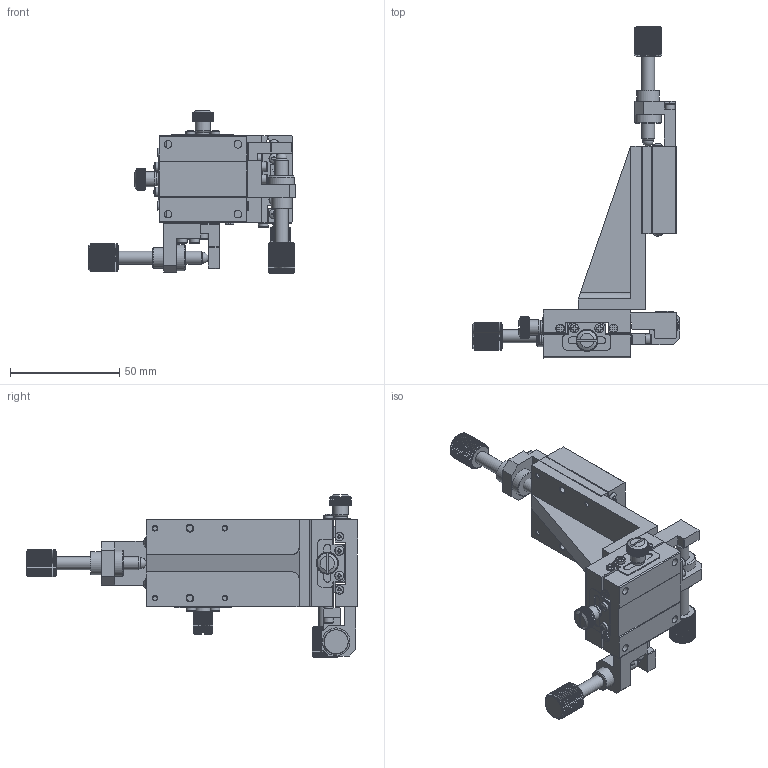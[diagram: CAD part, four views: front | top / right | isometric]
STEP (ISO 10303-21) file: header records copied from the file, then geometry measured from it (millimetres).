
FILE_DESCRIPTION (( 'STEP AP203' ), '1' );
FILE_NAME ('528932.step', '2024-11-12T09:23:03', ( 'Windows User' ), ( 'P R C' ), 'SwSTEP 2.0', 'SolidWorks 2020', '' );
FILE_SCHEMA (( 'CONFIG_CONTROL_DESIGN' ));
Products named in the file (1): 528932
Bounding box: 95 x 152.05 x 74.3 mm (x, y, z)
Volume: 104126.9 mm3; surface area: 54676.2 mm2
Topology: 8 solids, 12 shells, 2558 faces, 6132 edges, 3658 vertices
Faces by surface type: plane 1458, cone 692, cylinder 363, torus 32, sphere 13
Full cylindrical faces by diameter (mm): 2.013 x4, 2.459 x18, 2.85 x6, 3 x3, 3.242 x1, 3.5 x8, 3.958 x2, 4 x10, 4.2 x4, 4.5 x18, 5 x1, 6 x15, 7 x3, 9.5 x2, 10.5 x1, 12 x3
Entity records: 74164 total; most frequent: CARTESIAN_POINT 18894, ORIENTED_EDGE 11604, DIRECTION 10819, EDGE_CURVE 5802, AXIS2_PLACEMENT_3D 4092, VERTEX_POINT 3533, EDGE_LOOP 2883, FACE_OUTER_BOUND 2681
